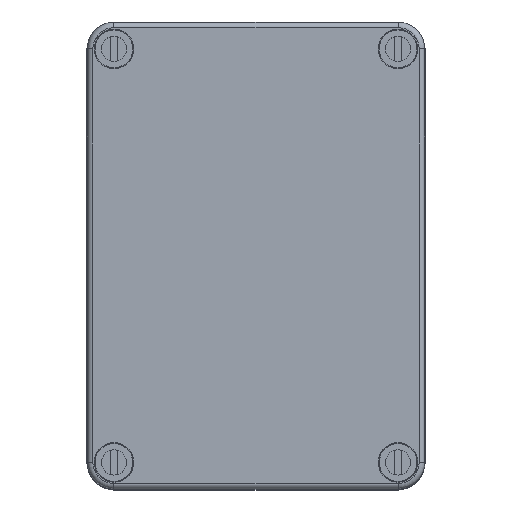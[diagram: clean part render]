
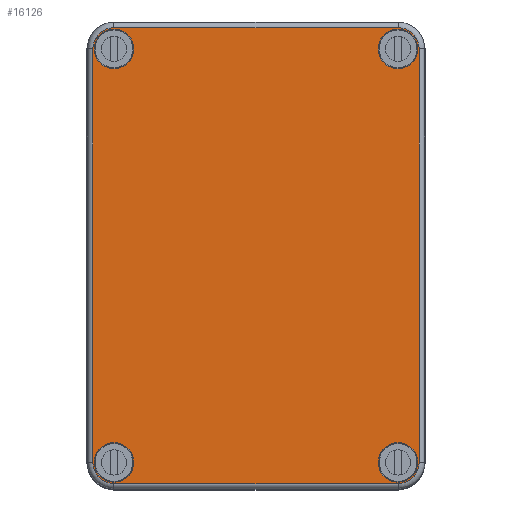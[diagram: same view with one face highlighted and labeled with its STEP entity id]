
A CAD part, top view. The second image highlights one B-rep face of the part: STEP entity #16126.
In plain terms, the highlighted planar face has unit normal (0, 0, 1).
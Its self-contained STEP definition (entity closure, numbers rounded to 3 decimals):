
#185 = CIRCLE ( 'NONE', #23638, 5.5 ) ;
#187 = EDGE_CURVE ( 'NONE', #12346, #9994, #7799, .T. ) ;
#196 = EDGE_LOOP ( 'NONE', ( #2149, #16968 ) ) ;
#623 = CARTESIAN_POINT ( 'NONE',  ( -45.382, 57.5, 59.3 ) ) ;
#674 = EDGE_CURVE ( 'NONE', #5954, #16395, #12470, .T. ) ;
#755 = CARTESIAN_POINT ( 'NONE',  ( -45.382, -57.5, 59.3 ) ) ;
#838 = VECTOR ( 'NONE', #16585, 1000. ) ;
#859 = FACE_BOUND ( 'NONE', #10050, .T. ) ;
#879 = DIRECTION ( 'NONE',  ( 0., 0., -1. ) ) ;
#1269 = CARTESIAN_POINT ( 'NONE',  ( -45.382, 57.5, 59.3 ) ) ;
#1299 = AXIS2_PLACEMENT_3D ( 'NONE', #623, #22721, #10717 ) ;
#1473 = EDGE_CURVE ( 'NONE', #24437, #12342, #185, .T. ) ;
#1597 = CARTESIAN_POINT ( 'NONE',  ( 39.5, 57.5, 59.3 ) ) ;
#1713 = DIRECTION ( 'NONE',  ( 0., 0., 1. ) ) ;
#2137 = DIRECTION ( 'NONE',  ( 0., 0., -1. ) ) ;
#2149 = ORIENTED_EDGE ( 'NONE', *, *, #1473, .T. ) ;
#2219 = AXIS2_PLACEMENT_3D ( 'NONE', #15510, #3486, #17517 ) ;
#2898 = ORIENTED_EDGE ( 'NONE', *, *, #13670, .F. ) ;
#3111 = ORIENTED_EDGE ( 'NONE', *, *, #6705, .T. ) ;
#3195 = VERTEX_POINT ( 'NONE', #18246 ) ;
#3227 = VERTEX_POINT ( 'NONE', #14282 ) ;
#3231 = CARTESIAN_POINT ( 'NONE',  ( 39.5, 63.382, 59.3 ) ) ;
#3392 = DIRECTION ( 'NONE',  ( 0., 0., -1. ) ) ;
#3486 = DIRECTION ( 'NONE',  ( 0., 0., -1. ) ) ;
#3564 = ORIENTED_EDGE ( 'NONE', *, *, #21162, .T. ) ;
#3630 = DIRECTION ( 'NONE',  ( -1., 0., 0. ) ) ;
#3745 = AXIS2_PLACEMENT_3D ( 'NONE', #13412, #24879, #23856 ) ;
#4096 = AXIS2_PLACEMENT_3D ( 'NONE', #17540, #5534, #19584 ) ;
#4322 = EDGE_CURVE ( 'NONE', #3195, #8372, #25636, .T. ) ;
#4359 = VECTOR ( 'NONE', #15250, 1000. ) ;
#4384 = EDGE_CURVE ( 'NONE', #12342, #24437, #9055, .T. ) ;
#4477 = CARTESIAN_POINT ( 'NONE',  ( 39.5, -63.382, 59.3 ) ) ;
#4566 = EDGE_CURVE ( 'NONE', #12210, #6467, #11227, .T. ) ;
#4614 = DIRECTION ( 'NONE',  ( 0., 0., -1. ) ) ;
#5063 = CARTESIAN_POINT ( 'NONE',  ( 45., 57.5, 59.3 ) ) ;
#5147 = LINE ( 'NONE', #8842, #15812 ) ;
#5503 = CARTESIAN_POINT ( 'NONE',  ( 39.5, -63.382, 59.3 ) ) ;
#5534 = DIRECTION ( 'NONE',  ( 0., 0., -1. ) ) ;
#5797 = DIRECTION ( 'NONE',  ( 0., 0., -1. ) ) ;
#5802 = ORIENTED_EDGE ( 'NONE', *, *, #9990, .F. ) ;
#5810 = CARTESIAN_POINT ( 'NONE',  ( -45., 57.5, 59.3 ) ) ;
#5954 = VERTEX_POINT ( 'NONE', #14745 ) ;
#6177 = LINE ( 'NONE', #22500, #838 ) ;
#6196 = FACE_BOUND ( 'NONE', #17073, .T. ) ;
#6450 = AXIS2_PLACEMENT_3D ( 'NONE', #13707, #1713, #15741 ) ;
#6467 = VERTEX_POINT ( 'NONE', #8814 ) ;
#6477 = CARTESIAN_POINT ( 'NONE',  ( -45., -57.5, 59.3 ) ) ;
#6563 = ORIENTED_EDGE ( 'NONE', *, *, #4566, .T. ) ;
#6705 = EDGE_CURVE ( 'NONE', #18621, #23125, #23219, .T. ) ;
#6828 = FACE_BOUND ( 'NONE', #18567, .T. ) ;
#7246 = ORIENTED_EDGE ( 'NONE', *, *, #19377, .T. ) ;
#7262 = CIRCLE ( 'NONE', #6450, 5.882 ) ;
#7619 = ORIENTED_EDGE ( 'NONE', *, *, #187, .T. ) ;
#7799 = CIRCLE ( 'NONE', #3745, 5.882 ) ;
#7913 = EDGE_LOOP ( 'NONE', ( #7619, #20844, #5802, #21656, #16165, #7246, #2898, #14369 ) ) ;
#8269 = VERTEX_POINT ( 'NONE', #8463 ) ;
#8298 = ORIENTED_EDGE ( 'NONE', *, *, #674, .T. ) ;
#8372 = VERTEX_POINT ( 'NONE', #16744 ) ;
#8463 = CARTESIAN_POINT ( 'NONE',  ( -39.5, -63.382, 59.3 ) ) ;
#8814 = CARTESIAN_POINT ( 'NONE',  ( 45., -57.5, 59.3 ) ) ;
#8842 = CARTESIAN_POINT ( 'NONE',  ( -45.382, 57.5, 59.3 ) ) ;
#8951 = DIRECTION ( 'NONE',  ( 0., 0., -1. ) ) ;
#9055 = CIRCLE ( 'NONE', #2219, 5.5 ) ;
#9702 = CARTESIAN_POINT ( 'NONE',  ( -39.5, -57.5, 59.3 ) ) ;
#9990 = EDGE_CURVE ( 'NONE', #3195, #3227, #11826, .T. ) ;
#9994 = VERTEX_POINT ( 'NONE', #14626 ) ;
#10050 = EDGE_LOOP ( 'NONE', ( #8298, #10869 ) ) ;
#10092 = AXIS2_PLACEMENT_3D ( 'NONE', #15411, #3392, #17437 ) ;
#10717 = DIRECTION ( 'NONE',  ( -1., 0., 0. ) ) ;
#10869 = ORIENTED_EDGE ( 'NONE', *, *, #11875, .T. ) ;
#11227 = CIRCLE ( 'NONE', #23720, 5.5 ) ;
#11274 = AXIS2_PLACEMENT_3D ( 'NONE', #12902, #879, #14946 ) ;
#11532 = FACE_OUTER_BOUND ( 'NONE', #7913, .T. ) ;
#11734 = DIRECTION ( 'NONE',  ( -1., 0., 0. ) ) ;
#11826 = CIRCLE ( 'NONE', #18000, 5.882 ) ;
#11875 = EDGE_CURVE ( 'NONE', #16395, #5954, #18666, .T. ) ;
#12210 = VERTEX_POINT ( 'NONE', #20093 ) ;
#12342 = VERTEX_POINT ( 'NONE', #6477 ) ;
#12346 = VERTEX_POINT ( 'NONE', #4477 ) ;
#12470 = CIRCLE ( 'NONE', #4096, 5.5 ) ;
#12902 = CARTESIAN_POINT ( 'NONE',  ( -39.5, 57.5, 59.3 ) ) ;
#13412 = CARTESIAN_POINT ( 'NONE',  ( 39.5, -57.5, 59.3 ) ) ;
#13670 = EDGE_CURVE ( 'NONE', #8269, #25820, #19189, .T. ) ;
#13707 = CARTESIAN_POINT ( 'NONE',  ( -39.5, 57.5, 59.3 ) ) ;
#13726 = CARTESIAN_POINT ( 'NONE',  ( 34., 57.5, 59.3 ) ) ;
#14170 = CARTESIAN_POINT ( 'NONE',  ( 39.5, -57.5, 59.3 ) ) ;
#14263 = LINE ( 'NONE', #5503, #24283 ) ;
#14282 = CARTESIAN_POINT ( 'NONE',  ( 45.382, 57.5, 59.3 ) ) ;
#14369 = ORIENTED_EDGE ( 'NONE', *, *, #21595, .F. ) ;
#14626 = CARTESIAN_POINT ( 'NONE',  ( 45.382, -57.5, 59.3 ) ) ;
#14745 = CARTESIAN_POINT ( 'NONE',  ( -34., 57.5, 59.3 ) ) ;
#14946 = DIRECTION ( 'NONE',  ( -1., 0., 0. ) ) ;
#15250 = DIRECTION ( 'NONE',  ( -1., 0., 0. ) ) ;
#15411 = CARTESIAN_POINT ( 'NONE',  ( 39.5, 57.5, 59.3 ) ) ;
#15510 = CARTESIAN_POINT ( 'NONE',  ( -39.5, -57.5, 59.3 ) ) ;
#15630 = DIRECTION ( 'NONE',  ( 0., 0., -1. ) ) ;
#15741 = DIRECTION ( 'NONE',  ( 1., 0., 0. ) ) ;
#15812 = VECTOR ( 'NONE', #18861, 1000. ) ;
#16126 = ADVANCED_FACE ( 'NONE', ( #6196, #6828, #11532, #859, #21569 ), #22628, .F. ) ;
#16165 = ORIENTED_EDGE ( 'NONE', *, *, #23303, .T. ) ;
#16196 = DIRECTION ( 'NONE',  ( -1., 0., 0. ) ) ;
#16395 = VERTEX_POINT ( 'NONE', #5810 ) ;
#16585 = DIRECTION ( 'NONE',  ( 0., -1., 0. ) ) ;
#16620 = EDGE_CURVE ( 'NONE', #3227, #9994, #6177, .T. ) ;
#16653 = CARTESIAN_POINT ( 'NONE',  ( 39.5, 57.5, 59.3 ) ) ;
#16744 = CARTESIAN_POINT ( 'NONE',  ( -39.5, 63.382, 59.3 ) ) ;
#16968 = ORIENTED_EDGE ( 'NONE', *, *, #4384, .T. ) ;
#17073 = EDGE_LOOP ( 'NONE', ( #20633, #6563 ) ) ;
#17437 = DIRECTION ( 'NONE',  ( -1., 0., 0. ) ) ;
#17517 = DIRECTION ( 'NONE',  ( -1., 0., 0. ) ) ;
#17540 = CARTESIAN_POINT ( 'NONE',  ( -39.5, 57.5, 59.3 ) ) ;
#17807 = CARTESIAN_POINT ( 'NONE',  ( 39.5, -57.5, 59.3 ) ) ;
#18000 = AXIS2_PLACEMENT_3D ( 'NONE', #16653, #4614, #18690 ) ;
#18246 = CARTESIAN_POINT ( 'NONE',  ( 39.5, 63.382, 59.3 ) ) ;
#18567 = EDGE_LOOP ( 'NONE', ( #3564, #3111 ) ) ;
#18621 = VERTEX_POINT ( 'NONE', #13726 ) ;
#18666 = CIRCLE ( 'NONE', #11274, 5.5 ) ;
#18690 = DIRECTION ( 'NONE',  ( -1., 0., 0. ) ) ;
#18861 = DIRECTION ( 'NONE',  ( 0., -1., 0. ) ) ;
#19189 = CIRCLE ( 'NONE', #20763, 5.882 ) ;
#19377 = EDGE_CURVE ( 'NONE', #25971, #25820, #5147, .T. ) ;
#19584 = DIRECTION ( 'NONE',  ( -1., 0., 0. ) ) ;
#19827 = DIRECTION ( 'NONE',  ( -1., 0., 0. ) ) ;
#19875 = CIRCLE ( 'NONE', #22722, 5.5 ) ;
#20093 = CARTESIAN_POINT ( 'NONE',  ( 34., -57.5, 59.3 ) ) ;
#20633 = ORIENTED_EDGE ( 'NONE', *, *, #22767, .T. ) ;
#20763 = AXIS2_PLACEMENT_3D ( 'NONE', #9702, #23719, #11734 ) ;
#20844 = ORIENTED_EDGE ( 'NONE', *, *, #16620, .F. ) ;
#20958 = CARTESIAN_POINT ( 'NONE',  ( -39.5, -57.5, 59.3 ) ) ;
#21162 = EDGE_CURVE ( 'NONE', #23125, #18621, #22126, .T. ) ;
#21569 = FACE_BOUND ( 'NONE', #196, .T. ) ;
#21595 = EDGE_CURVE ( 'NONE', #12346, #8269, #14263, .T. ) ;
#21656 = ORIENTED_EDGE ( 'NONE', *, *, #4322, .T. ) ;
#21958 = CARTESIAN_POINT ( 'NONE',  ( -34., -57.5, 59.3 ) ) ;
#22126 = CIRCLE ( 'NONE', #10092, 5.5 ) ;
#22500 = CARTESIAN_POINT ( 'NONE',  ( 45.382, 57.5, 59.3 ) ) ;
#22628 = PLANE ( 'NONE',  #1299 ) ;
#22721 = DIRECTION ( 'NONE',  ( 0., 0., -1. ) ) ;
#22722 = AXIS2_PLACEMENT_3D ( 'NONE', #17807, #5797, #19827 ) ;
#22767 = EDGE_CURVE ( 'NONE', #6467, #12210, #19875, .T. ) ;
#22936 = DIRECTION ( 'NONE',  ( -1., 0., 0. ) ) ;
#23125 = VERTEX_POINT ( 'NONE', #5063 ) ;
#23219 = CIRCLE ( 'NONE', #25432, 5.5 ) ;
#23303 = EDGE_CURVE ( 'NONE', #8372, #25971, #7262, .T. ) ;
#23638 = AXIS2_PLACEMENT_3D ( 'NONE', #20958, #8951, #22936 ) ;
#23719 = DIRECTION ( 'NONE',  ( 0., 0., -1. ) ) ;
#23720 = AXIS2_PLACEMENT_3D ( 'NONE', #14170, #2137, #16196 ) ;
#23856 = DIRECTION ( 'NONE',  ( 1., 0., 0. ) ) ;
#24283 = VECTOR ( 'NONE', #25538, 1000. ) ;
#24437 = VERTEX_POINT ( 'NONE', #21958 ) ;
#24879 = DIRECTION ( 'NONE',  ( 0., 0., 1. ) ) ;
#25432 = AXIS2_PLACEMENT_3D ( 'NONE', #1597, #15630, #3630 ) ;
#25538 = DIRECTION ( 'NONE',  ( -1., 0., 0. ) ) ;
#25636 = LINE ( 'NONE', #3231, #4359 ) ;
#25820 = VERTEX_POINT ( 'NONE', #755 ) ;
#25971 = VERTEX_POINT ( 'NONE', #1269 ) ;
